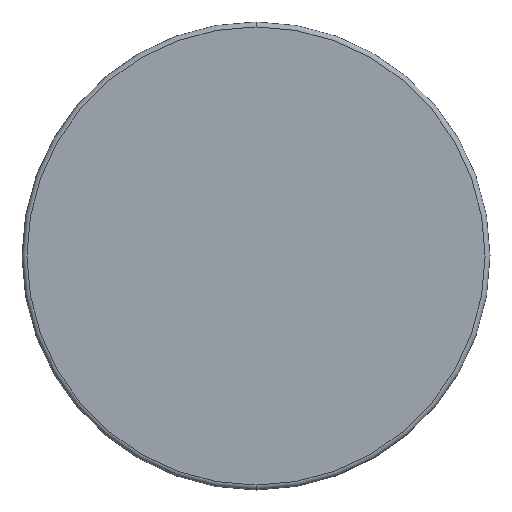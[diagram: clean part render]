
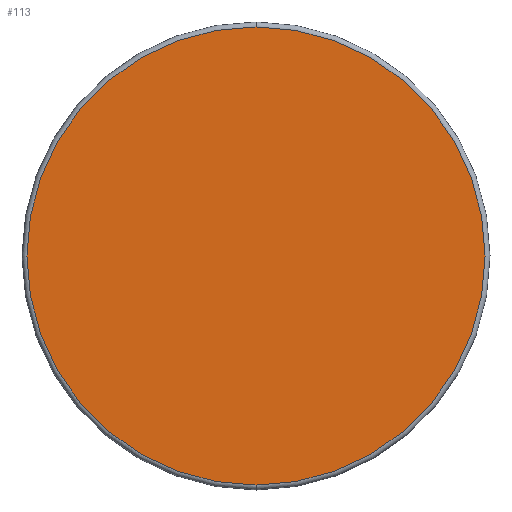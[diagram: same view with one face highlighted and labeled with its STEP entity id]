
A CAD part, front view. The second image highlights one B-rep face of the part: STEP entity #113.
In plain terms, the highlighted planar face has unit normal (0, -1, 0).
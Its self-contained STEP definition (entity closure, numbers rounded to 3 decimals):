
#11 = DIRECTION ( 'NONE',  ( 0., 0., 1. ) ) ;
#60 = CARTESIAN_POINT ( 'NONE',  ( 0., 0., 9.3 ) ) ;
#81 = VERTEX_POINT ( 'NONE', #60 ) ;
#90 = CARTESIAN_POINT ( 'NONE',  ( 0., 0., 0. ) ) ;
#94 = CARTESIAN_POINT ( 'NONE',  ( 0., 0., 0. ) ) ;
#98 = DIRECTION ( 'NONE',  ( 0., -1., 0. ) ) ;
#100 = AXIS2_PLACEMENT_3D ( 'NONE', #90, #254, #11 ) ;
#113 = ADVANCED_FACE ( 'NONE', ( #672 ), #423, .F. ) ;
#114 = CARTESIAN_POINT ( 'NONE',  ( 0., 0., -9.3 ) ) ;
#179 = DIRECTION ( 'NONE',  ( 0., 1., 0. ) ) ;
#197 = VERTEX_POINT ( 'NONE', #114 ) ;
#216 = AXIS2_PLACEMENT_3D ( 'NONE', #94, #98, #515 ) ;
#234 = CIRCLE ( 'NONE', #100, 9.3 ) ;
#254 = DIRECTION ( 'NONE',  ( 0., -1., 0. ) ) ;
#275 = EDGE_CURVE ( 'NONE', #197, #81, #234, .T. ) ;
#280 = AXIS2_PLACEMENT_3D ( 'NONE', #545, #179, #361 ) ;
#361 = DIRECTION ( 'NONE',  ( 0., 0., 1. ) ) ;
#423 = PLANE ( 'NONE',  #280 ) ;
#425 = EDGE_CURVE ( 'NONE', #81, #197, #558, .T. ) ;
#430 = ORIENTED_EDGE ( 'NONE', *, *, #425, .T. ) ;
#515 = DIRECTION ( 'NONE',  ( 0., 0., 1. ) ) ;
#545 = CARTESIAN_POINT ( 'NONE',  ( 0., 0., 0. ) ) ;
#558 = CIRCLE ( 'NONE', #216, 9.3 ) ;
#653 = EDGE_LOOP ( 'NONE', ( #430, #778 ) ) ;
#672 = FACE_OUTER_BOUND ( 'NONE', #653, .T. ) ;
#778 = ORIENTED_EDGE ( 'NONE', *, *, #275, .T. ) ;
